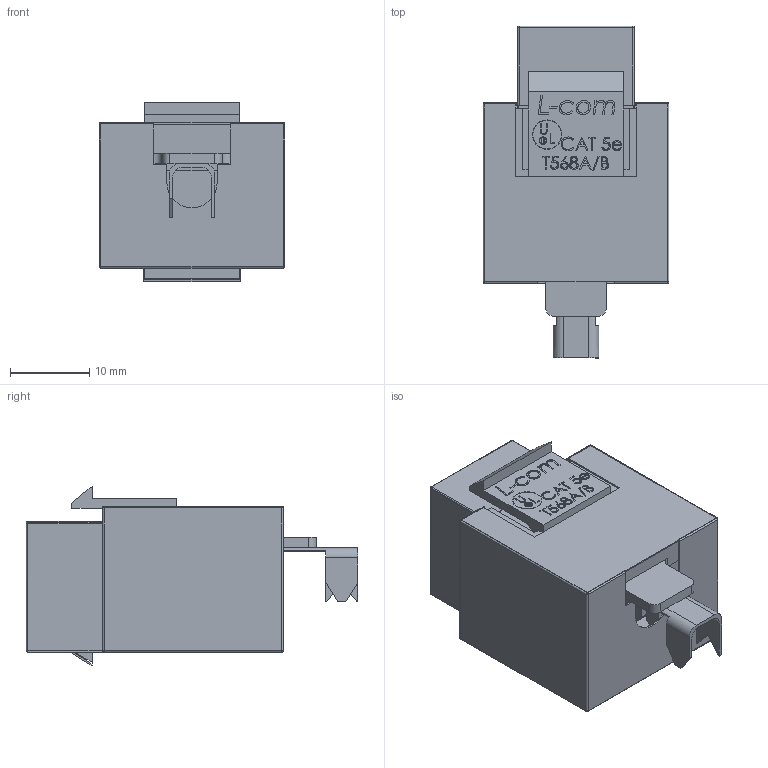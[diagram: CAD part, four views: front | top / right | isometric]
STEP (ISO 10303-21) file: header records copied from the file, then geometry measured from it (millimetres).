
FILE_DESCRIPTION (( 'STEP AP203' ), '1' );
FILE_NAME ('MJS110C5E-S.STEP', '2013-07-12T20:05:52', ( 'x' ), ( '' ), 'SwSTEP 2.0', 'SolidWorks 2012', '' );
FILE_SCHEMA (( 'CONFIG_CONTROL_DESIGN' ));
Length unit declared in the file: inch
Products named in the file (5): MJS110C5E-S; MJS110C6-S-MA4; MJS110C6-S-MA3; MJS110C6-S-MA2; MJS110C5E-S-MA1
Assembly tree (4 placements, depth 2):
  MJS110C5E-S
    MJS110C5E-S-MA1
    MJS110C6-S-MA2
    MJS110C6-S-MA3
    MJS110C6-S-MA4
Bounding box: 23.5 x 41.92 x 22.68 mm (x, y, z)
Volume: 6492.5 mm3; surface area: 12242.9 mm2
Topology: 4 solids, 11 shells, 949 faces, 2587 edges, 1701 vertices
Faces by surface type: plane 656, bspline 239, cylinder 43, sphere 11
Entity records: 42997 total; most frequent: CARTESIAN_POINT 20051, ORIENTED_EDGE 5152, DIRECTION 3617, EDGE_CURVE 2576, LINE 2011, VECTOR 2011, VERTEX_POINT 1701, EDGE_LOOP 1037
